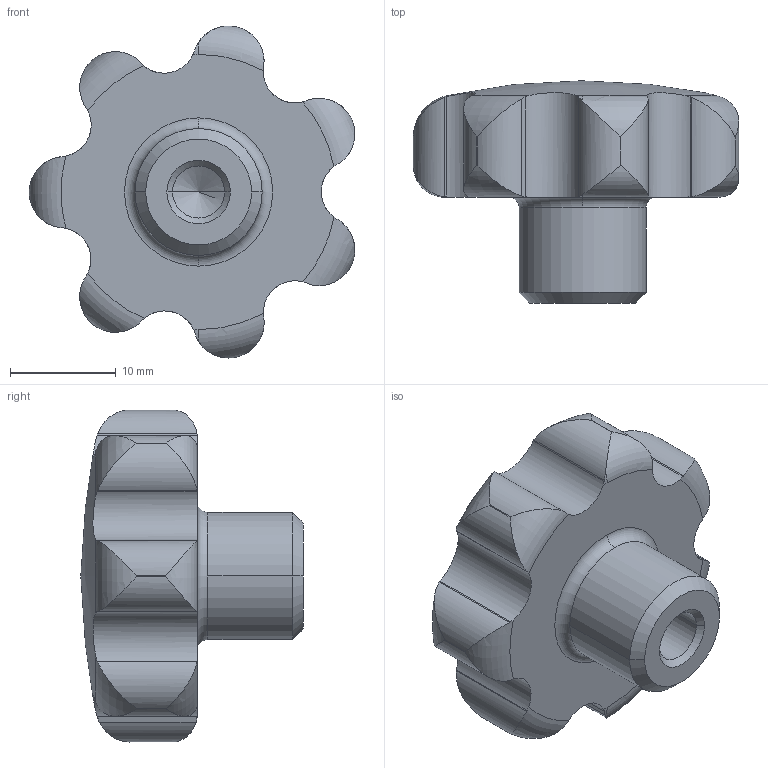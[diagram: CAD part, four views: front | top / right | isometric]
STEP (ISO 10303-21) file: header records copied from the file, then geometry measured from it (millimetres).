
FILE_DESCRIPTION( ( '' ), '1' );
FILE_NAME( 'K0150.532062.stp', '2012-11-01T11:44:12', ( '' ), ( '' ), ' ', ' ', ' ' );
FILE_SCHEMA( ( 'CONFIG_CONTROL_DESIGN' ) );
Length unit declared in the file: millimetre
Products named in the file (1): 1
Bounding box: 30.75 x 21 x 31.36 mm (x, y, z)
Volume: 6919.6 mm3; surface area: 2768.8 mm2
Topology: 1 solids, 1 shells, 75 faces, 211 edges, 138 vertices
Faces by surface type: cylinder 46, torus 20, cone 6, plane 2, sphere 1
Entity records: 3148 total; most frequent: CARTESIAN_POINT 1304, ORIENTED_EDGE 418, DIRECTION 328, EDGE_CURVE 209, AXIS2_PLACEMENT_3D 138, VERTEX_POINT 138, B_SPLINE_CURVE_WITH_KNOTS 95, EDGE_LOOP 77
